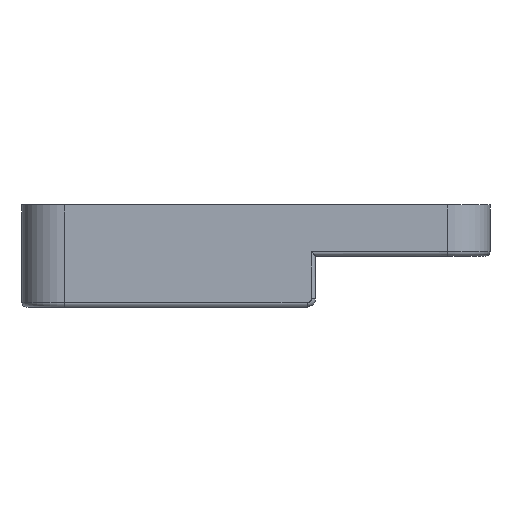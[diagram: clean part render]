
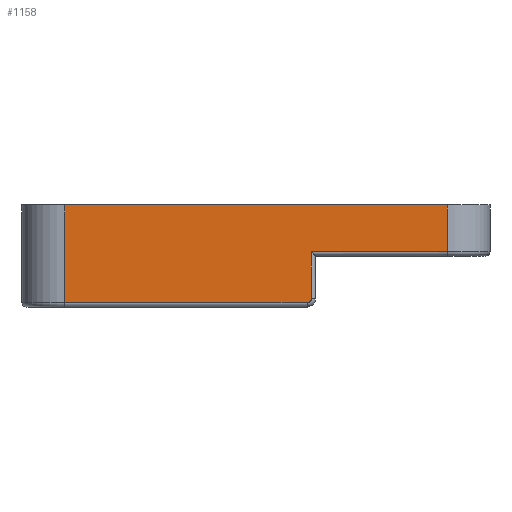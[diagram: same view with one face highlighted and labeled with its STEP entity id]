
A CAD part, left-side view. The second image highlights one B-rep face of the part: STEP entity #1158.
In plain terms, the highlighted planar face has unit normal (-1, 0, 0).
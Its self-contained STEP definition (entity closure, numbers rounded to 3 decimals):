
#50=PLANE('',#1280);
#106=FACE_OUTER_BOUND('',#172,.T.);
#172=EDGE_LOOP('',(#897,#898,#899,#900,#901,#902,#903));
#256=LINE('',#1789,#362);
#261=LINE('',#1817,#367);
#264=LINE('',#1840,#370);
#275=LINE('',#1894,#381);
#276=LINE('',#1898,#382);
#277=LINE('',#1899,#383);
#362=VECTOR('',#1432,10.);
#367=VECTOR('',#1465,10.);
#370=VECTOR('',#1480,10.);
#381=VECTOR('',#1531,10.);
#382=VECTOR('',#1536,10.);
#383=VECTOR('',#1537,10.);
#462=CIRCLE('',#1256,0.5);
#527=VERTEX_POINT('',#1786);
#528=VERTEX_POINT('',#1788);
#537=VERTEX_POINT('',#1816);
#539=VERTEX_POINT('',#1830);
#541=VERTEX_POINT('',#1836);
#556=VERTEX_POINT('',#1893);
#557=VERTEX_POINT('',#1897);
#649=EDGE_CURVE('',#527,#528,#256,.T.);
#663=EDGE_CURVE('',#528,#537,#261,.T.);
#668=EDGE_CURVE('',#537,#539,#462,.T.);
#671=EDGE_CURVE('',#539,#541,#264,.T.);
#694=EDGE_CURVE('',#541,#556,#275,.T.);
#696=EDGE_CURVE('',#557,#527,#276,.T.);
#697=EDGE_CURVE('',#556,#557,#277,.T.);
#897=ORIENTED_EDGE('',*,*,#671,.F.);
#898=ORIENTED_EDGE('',*,*,#668,.F.);
#899=ORIENTED_EDGE('',*,*,#663,.F.);
#900=ORIENTED_EDGE('',*,*,#649,.F.);
#901=ORIENTED_EDGE('',*,*,#696,.F.);
#902=ORIENTED_EDGE('',*,*,#697,.F.);
#903=ORIENTED_EDGE('',*,*,#694,.F.);
#1158=ADVANCED_FACE('',(#106),#50,.T.);
#1256=AXIS2_PLACEMENT_3D('',#1834,#1473,#1474);
#1280=AXIS2_PLACEMENT_3D('',#1896,#1534,#1535);
#1432=DIRECTION('',(0.,1.,0.));
#1465=DIRECTION('',(0.,0.,-1.));
#1473=DIRECTION('center_axis',(1.,0.,0.));
#1474=DIRECTION('ref_axis',(0.,-0.707,-0.707));
#1480=DIRECTION('',(0.,1.,0.));
#1531=DIRECTION('',(0.,0.,1.));
#1534=DIRECTION('center_axis',(-1.,0.,0.));
#1535=DIRECTION('ref_axis',(0.,-1.,0.));
#1536=DIRECTION('',(0.,0.,-1.));
#1537=DIRECTION('',(0.,-1.,0.));
#1786=CARTESIAN_POINT('',(-67.5,-22.5,0.5));
#1788=CARTESIAN_POINT('',(-67.5,-6.5,0.5));
#1789=CARTESIAN_POINT('',(-67.5,13.75,0.5));
#1816=CARTESIAN_POINT('',(-67.5,-6.5,-5.));
#1817=CARTESIAN_POINT('',(-67.5,-6.5,0.));
#1830=CARTESIAN_POINT('',(-67.5,-6.,-5.5));
#1834=CARTESIAN_POINT('Origin',(-67.5,-6.,-5.));
#1836=CARTESIAN_POINT('',(-67.5,22.5,-5.5));
#1840=CARTESIAN_POINT('',(-67.5,18.875,-5.5));
#1893=CARTESIAN_POINT('',(-67.5,22.5,6.));
#1894=CARTESIAN_POINT('',(-67.5,22.5,0.));
#1896=CARTESIAN_POINT('Origin',(-67.5,27.5,0.));
#1897=CARTESIAN_POINT('',(-67.5,-22.5,6.));
#1898=CARTESIAN_POINT('',(-67.5,-22.5,0.));
#1899=CARTESIAN_POINT('',(-67.5,27.5,6.));
